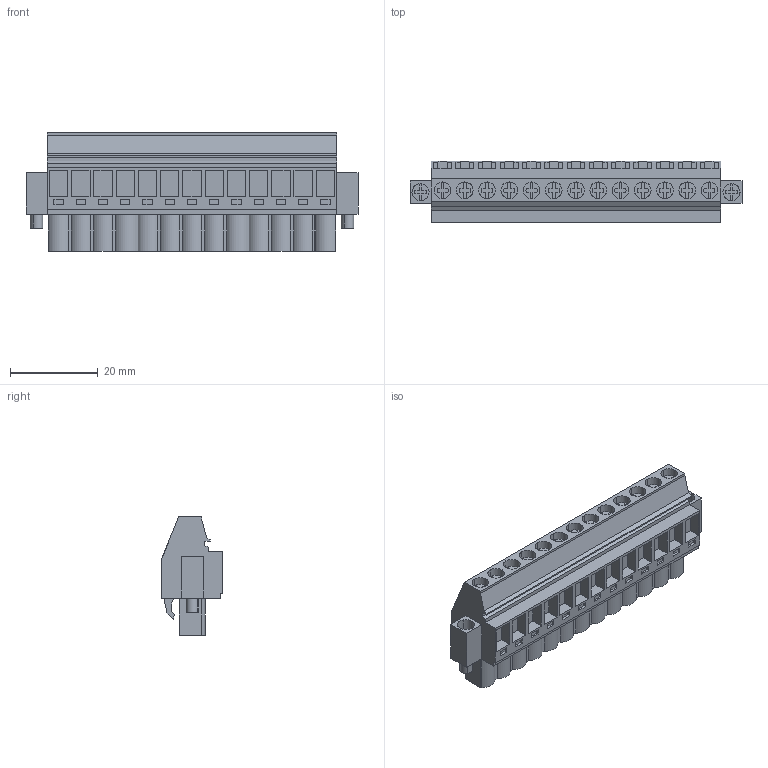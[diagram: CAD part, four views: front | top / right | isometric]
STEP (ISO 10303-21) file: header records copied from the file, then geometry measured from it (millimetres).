
FILE_DESCRIPTION(('CATIA V5 STEP','CAx-IF Rec.Pracs.--- Model Styling and Organization---1.2---2011-12-15'),'2;1');
FILE_NAME ('D1460194_0_1950700000_1950700000.stp','2017-09-09T08:13:57+00:00',('none'),('Weidmueller'),'CATIA Version 5-6 Release 2014','CATIA V5 STEP AP214','none');
FILE_SCHEMA(('AUTOMOTIVE_DESIGN { 1 0 10303 214 1 1 1 1 }'));
Length unit declared in the file: millimetre
Products named in the file (1): 1950700000
Bounding box: 75.84 x 14.1 x 27.1 mm (x, y, z)
Volume: 15405.5 mm3; surface area: 9547.2 mm2
Topology: 16 solids, 16 shells, 904 faces, 2515 edges, 1702 vertices
Faces by surface type: plane 767, cylinder 135, extrusion 2
Entity records: 26521 total; most frequent: ORIENTED_EDGE 5030, CARTESIAN_POINT 4757, DIRECTION 3539, EDGE_CURVE 2515, VECTOR 2183, LINE 2181, VERTEX_POINT 1702, EDGE_LOOP 969
